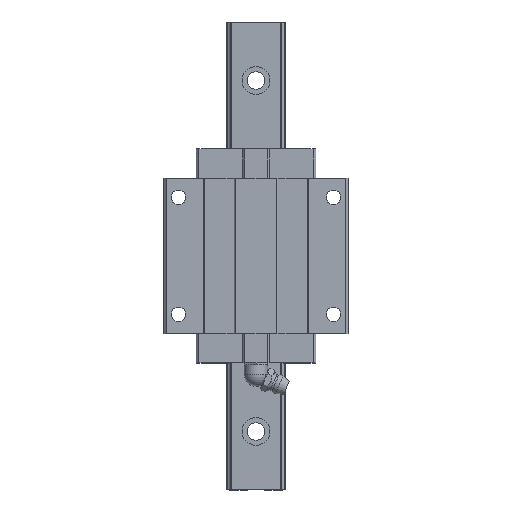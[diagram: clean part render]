
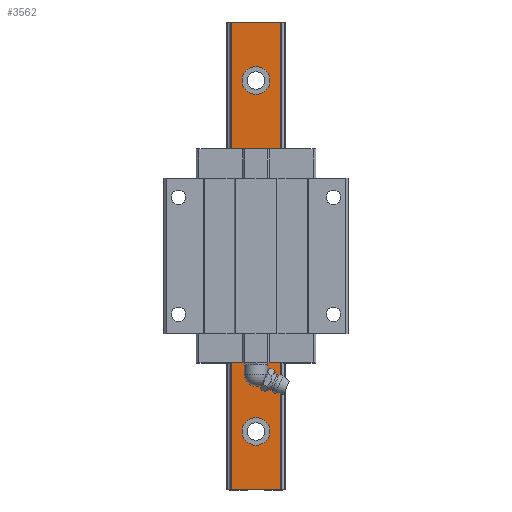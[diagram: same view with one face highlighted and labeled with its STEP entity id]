
A CAD part, top view. The second image highlights one B-rep face of the part: STEP entity #3562.
In plain terms, the highlighted planar face has unit normal (0, 0, 1).
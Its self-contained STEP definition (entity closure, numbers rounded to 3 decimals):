
#54=CIRCLE('',#4544,4.75);
#59=CIRCLE('',#4561,4.75);
#83=CIRCLE('',#4616,4.75);
#526=ORIENTED_EDGE('',*,*,#1413,.T.);
#527=ORIENTED_EDGE('',*,*,#1432,.T.);
#528=ORIENTED_EDGE('',*,*,#1514,.T.);
#529=ORIENTED_EDGE('',*,*,#1515,.T.);
#530=ORIENTED_EDGE('',*,*,#1516,.F.);
#531=ORIENTED_EDGE('',*,*,#1517,.F.);
#532=ORIENTED_EDGE('',*,*,#1512,.T.);
#1413=EDGE_CURVE('',#1934,#1934,#54,.T.);
#1432=EDGE_CURVE('',#1947,#1947,#59,.T.);
#1512=EDGE_CURVE('',#1999,#1998,#2340,.T.);
#1514=EDGE_CURVE('',#2000,#2000,#83,.T.);
#1515=EDGE_CURVE('',#1998,#2001,#2341,.T.);
#1516=EDGE_CURVE('',#2002,#2001,#2342,.T.);
#1517=EDGE_CURVE('',#1999,#2002,#2343,.T.);
#1934=VERTEX_POINT('',#6018);
#1947=VERTEX_POINT('',#6070);
#1998=VERTEX_POINT('',#6234);
#1999=VERTEX_POINT('',#6236);
#2000=VERTEX_POINT('',#6240);
#2001=VERTEX_POINT('',#6242);
#2002=VERTEX_POINT('',#6244);
#2340=LINE('',#6235,#2652);
#2341=LINE('',#6241,#2653);
#2342=LINE('',#6243,#2654);
#2343=LINE('',#6245,#2655);
#2652=VECTOR('',#5140,1000.);
#2653=VECTOR('',#5147,1000.);
#2654=VECTOR('',#5148,1000.);
#2655=VECTOR('',#5149,1000.);
#2949=EDGE_LOOP('',(#526));
#2950=EDGE_LOOP('',(#527));
#2951=EDGE_LOOP('',(#528));
#2952=EDGE_LOOP('',(#529,#530,#531,#532));
#3200=FACE_BOUND('',#2949,.T.);
#3201=FACE_BOUND('',#2950,.T.);
#3202=FACE_BOUND('',#2951,.T.);
#3203=FACE_BOUND('',#2952,.T.);
#3424=PLANE('',#4615);
#3562=ADVANCED_FACE('',(#3200,#3201,#3202,#3203),#3424,.F.);
#4544=AXIS2_PLACEMENT_3D('',#6017,#4941,#4942);
#4561=AXIS2_PLACEMENT_3D('',#6069,#4981,#4982);
#4615=AXIS2_PLACEMENT_3D('',#6238,#5143,#5144);
#4616=AXIS2_PLACEMENT_3D('',#6239,#5145,#5146);
#4941=DIRECTION('',(0.,0.,-1.));
#4942=DIRECTION('',(1.,0.,0.));
#4981=DIRECTION('',(0.,0.,-1.));
#4982=DIRECTION('',(1.,0.,0.));
#5140=DIRECTION('',(0.,1.,0.));
#5143=DIRECTION('',(0.,0.,-1.));
#5144=DIRECTION('',(-1.,0.,0.));
#5145=DIRECTION('',(0.,0.,-1.));
#5146=DIRECTION('',(1.,0.,0.));
#5147=DIRECTION('',(-1.,0.,0.));
#5148=DIRECTION('',(0.,1.,0.));
#5149=DIRECTION('',(-1.,0.,0.));
#6017=CARTESIAN_POINT('',(0.,-60.,16.5));
#6018=CARTESIAN_POINT('',(4.75,-60.,16.5));
#6069=CARTESIAN_POINT('',(0.,0.,16.5));
#6070=CARTESIAN_POINT('',(4.75,0.,16.5));
#6234=CARTESIAN_POINT('',(8.395,80.,16.5));
#6235=CARTESIAN_POINT('',(8.395,-80.,16.5));
#6236=CARTESIAN_POINT('',(8.395,-80.,16.5));
#6238=CARTESIAN_POINT('',(8.395,-80.,16.5));
#6239=CARTESIAN_POINT('',(0.,60.,16.5));
#6240=CARTESIAN_POINT('',(4.75,60.,16.5));
#6241=CARTESIAN_POINT('',(8.395,80.,16.5));
#6242=CARTESIAN_POINT('',(-8.395,80.,16.5));
#6243=CARTESIAN_POINT('',(-8.395,-80.,16.5));
#6244=CARTESIAN_POINT('',(-8.395,-80.,16.5));
#6245=CARTESIAN_POINT('',(8.395,-80.,16.5));
